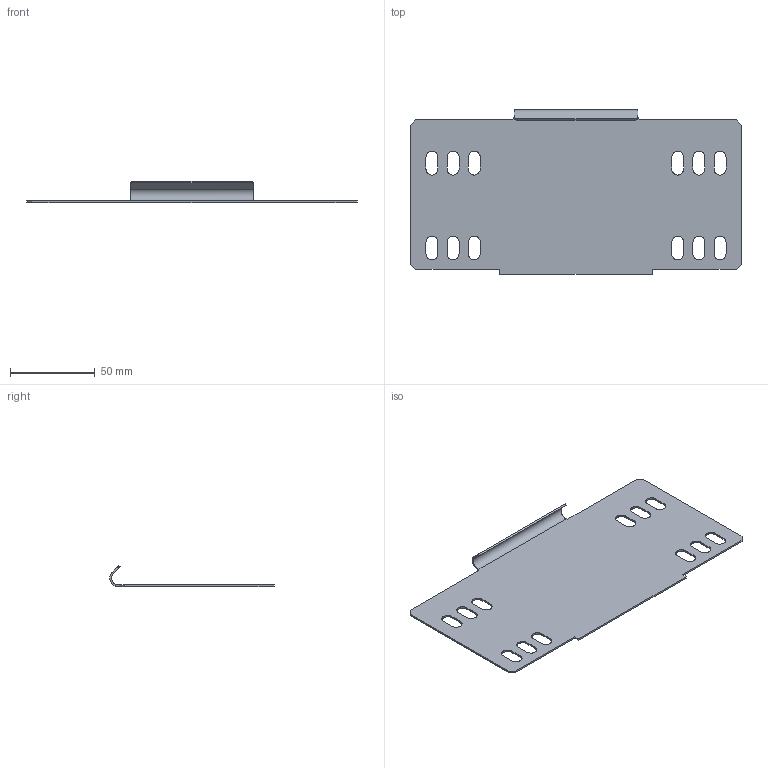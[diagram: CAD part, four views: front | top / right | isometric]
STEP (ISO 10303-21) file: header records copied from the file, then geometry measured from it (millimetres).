
FILE_DESCRIPTION(/* description */ (''),/* implementation_level */ '2;1');
FILE_NAME(/* name */ '7111802',/* time_stamp */ '2016-04-14T12:43:29+02:00',/* author */ (''),/* organization */ (''),/* preprocessor_version */ 'ST-DEVELOPER v15',/* originating_system */ '',/* authorisation */ '');
FILE_SCHEMA (('CONFIG_CONTROL_DESIGN'));
Length unit declared in the file: millimetre
Products named in the file (1): Document
Bounding box: 195 x 97 x 12.5 mm (x, y, z)
Volume: 17616.7 mm3; surface area: 36313.2 mm2
Topology: 1 solids, 1 shells, 254 faces, 686 edges, 456 vertices
Faces by surface type: plane 151, bspline 103
Entity records: 9999 total; most frequent: CARTESIAN_POINT 5457, ORIENTED_EDGE 1372, EDGE_CURVE 686, B_SPLINE_CURVE_WITH_KNOTS 578, VERTEX_POINT 456, EDGE_LOOP 300, ADVANCED_FACE 254, FACE_OUTER_BOUND 254
